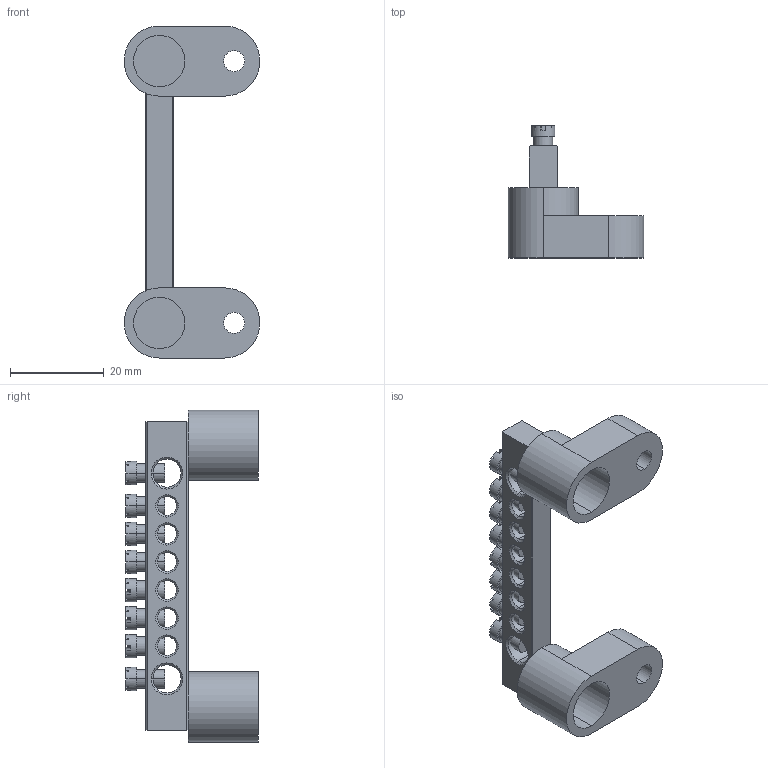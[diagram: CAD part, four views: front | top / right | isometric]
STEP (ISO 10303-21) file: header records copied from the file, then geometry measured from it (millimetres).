
FILE_DESCRIPTION (( 'STEP AP214' ), '1' );
FILE_NAME ('YNN10-69-8C2-K05 Øèíà PE çåìëÿ íà äâóõ óãëîâûõ èçîë ØÍÈ-6õ9-8-Ó2-Æ ÈÝÊ.STEP', '2016-08-24T06:03:59', ( 'user' ), ( '' ), 'SwSTEP 2.0', 'SolidWorks 2014', '' );
FILE_SCHEMA (( 'AUTOMOTIVE_DESIGN' ));
Length unit declared in the file: millimetre
Products named in the file (4): Âèíò_Œ4; Øèíà ÂõÍ n-2_6å9 8-2; Óãëîâîé èçîëÿòîð äëÿ 0 øèíû æ¸ëòûé; YNN10-69-8C2-K05 Øèíà PE çåìëÿ íà äâóõ óãëîâûõ èçîë ØÍÈ-6õ9-8-Ó2-Æ ÈÝÊ
Assembly tree (11 placements, depth 2):
  YNN10-69-8C2-K05 Øèíà PE çåìëÿ íà äâóõ óãëîâûõ èçîë ØÍÈ-6õ9-8-Ó2-Æ ÈÝÊ
    Óãëîâîé èçîëÿòîð äëÿ 0 øèíû æ¸ëòûé  x2
    Øèíà ÂõÍ n-2_6å9 8-2
    Âèíò_Œ4  x8
Bounding box: 29 x 28.3 x 71 mm (x, y, z)
Volume: 10179 mm3; surface area: 8294.4 mm2
Topology: 11 solids, 11 shells, 444 faces, 1180 edges, 760 vertices
Faces by surface type: plane 270, cone 92, cylinder 82
Entity records: 5439 total; most frequent: CARTESIAN_POINT 1272, DIRECTION 831, ORIENTED_EDGE 746, EDGE_CURVE 373, AXIS2_PLACEMENT_3D 324, VERTEX_POINT 231, EDGE_LOOP 192, LINE 183
